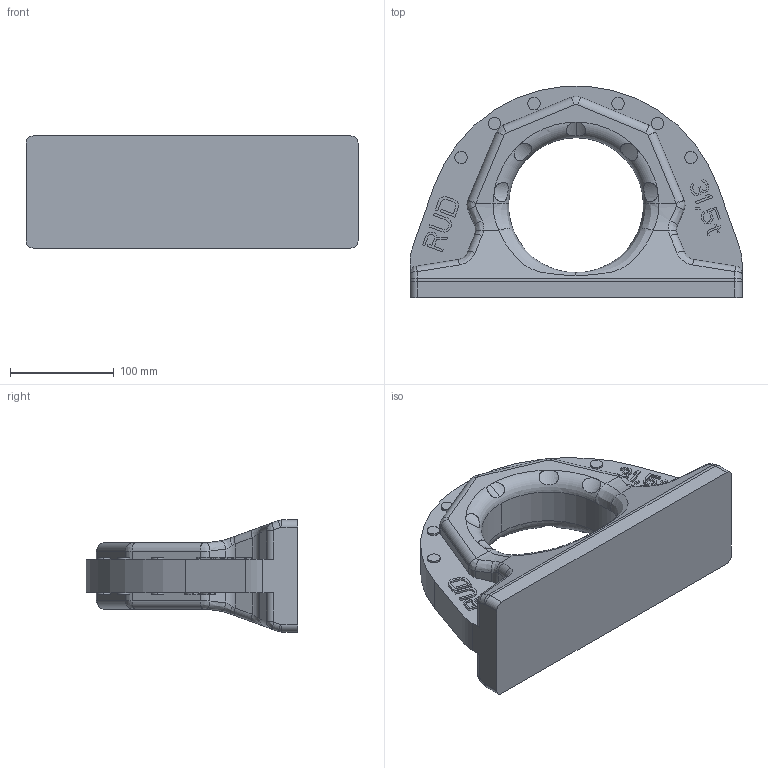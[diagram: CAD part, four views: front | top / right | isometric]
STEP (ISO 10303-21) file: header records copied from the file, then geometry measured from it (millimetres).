
FILE_DESCRIPTION((''),'2;1');
FILE_NAME('001-M34387-P-1','2014-05-16T',('Andreas.Wendler'),(''),'PRO/ENGINEER BY PARAMETRIC TECHNOLOGY CORPORATION, 2010140','PRO/ENGINEER BY PARAMETRIC TECHNOLOGY CORPORATION, 2010140','');
FILE_SCHEMA(('CONFIG_CONTROL_DESIGN'));
Length unit declared in the file: millimetre
Products named in the file (1): 001-M34387-P-1
Bounding box: 320 x 203.51 x 108 mm (x, y, z)
Volume: 2488781.4 mm3; surface area: 183896.9 mm2
Topology: 1 solids, 1 shells, 485 faces, 1294 edges, 838 vertices
Faces by surface type: plane 339, cylinder 86, bspline 46, extrusion 12, torus 2
Entity records: 17484 total; most frequent: CARTESIAN_POINT 5555, ORIENTED_EDGE 2588, DIRECTION 2264, EDGE_CURVE 1294, VECTOR 1018, LINE 1006, VERTEX_POINT 838, AXIS2_PLACEMENT_3D 623
